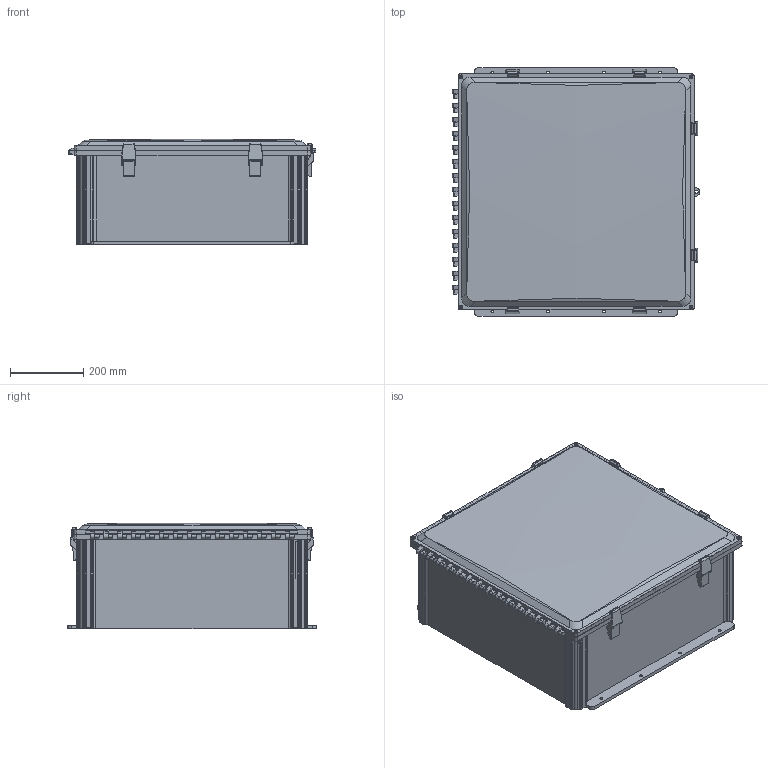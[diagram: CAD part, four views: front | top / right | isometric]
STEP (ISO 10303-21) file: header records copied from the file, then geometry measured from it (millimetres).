
FILE_DESCRIPTION (( 'STEP AP214' ), '1' );
FILE_NAME ('AHWD242410_WESLEY1.STEP', '2024-02-06T11:50:19', ( '' ), ( '' ), 'SwSTEP 2.0', 'SolidWorks 2023', '' );
FILE_SCHEMA (( 'AUTOMOTIVE_DESIGN' ));
Length unit declared in the file: inch
Products named in the file (1): AHWD242410_WESLEY1
Bounding box: 677.58 x 678.05 x 288.88 mm (x, y, z)
Volume: 7164076.3 mm3; surface area: 3653967.9 mm2
Topology: 20 solids, 20 shells, 1770 faces, 4614 edges, 2966 vertices
Faces by surface type: cylinder 748, plane 742, bspline 226, cone 40, torus 8, sphere 6
Entity records: 67895 total; most frequent: CARTESIAN_POINT 26034, ORIENTED_EDGE 9228, DIRECTION 7945, EDGE_CURVE 4614, VERTEX_POINT 2966, AXIS2_PLACEMENT_3D 2701, LINE 2543, VECTOR 2543
